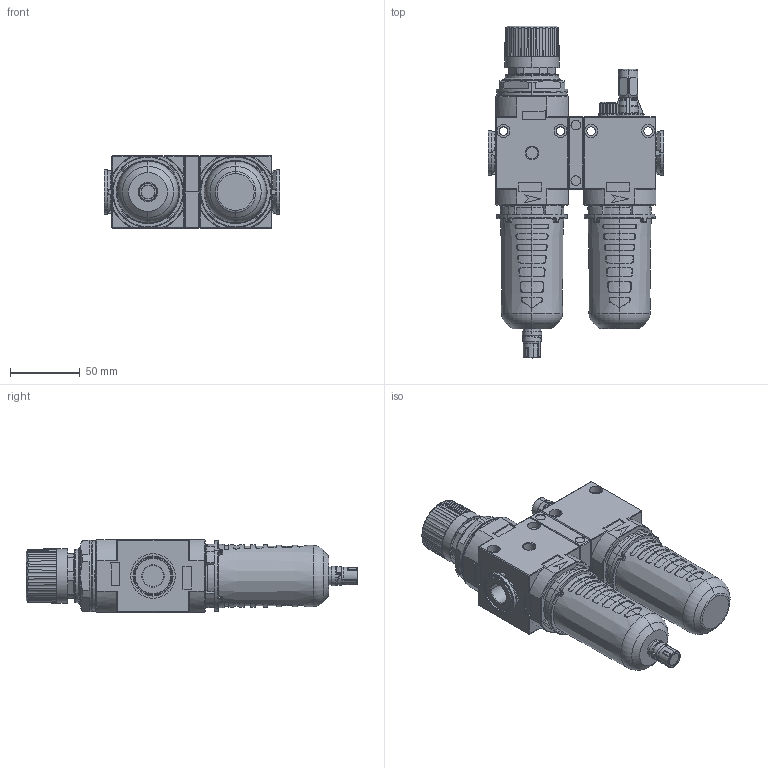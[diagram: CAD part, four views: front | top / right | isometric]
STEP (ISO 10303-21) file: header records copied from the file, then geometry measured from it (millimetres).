
FILE_DESCRIPTION(('STEP AP214'),'1');
FILE_NAME('050 FR+L PE SS.stp','2020-03-18T10:33:34',(' '),(' '),'Spatial InterOp 3D',' ',' ');
FILE_SCHEMA(('AUTOMOTIVE_DESIGN { 1 0 10303 214 1 1 1 1 }'));
Length unit declared in the file: metre
Products named in the file (1): Volume
Bounding box: 126.3 x 238.7 x 52.1 mm (x, y, z)
Volume: 732190.8 mm3; surface area: 96829.7 mm2
Topology: 1 solids, 3 shells, 1963 faces, 5071 edges, 3178 vertices
Faces by surface type: plane 752, cylinder 458, cone 331, bspline 258, torus 128, sphere 24, extrusion 12
Entity records: 69684 total; most frequent: CARTESIAN_POINT 22845, ORIENTED_EDGE 10122, DIRECTION 9417, EDGE_CURVE 5061, AXIS2_PLACEMENT_3D 3462, VERTEX_POINT 3178, VECTOR 2493, LINE 2481
